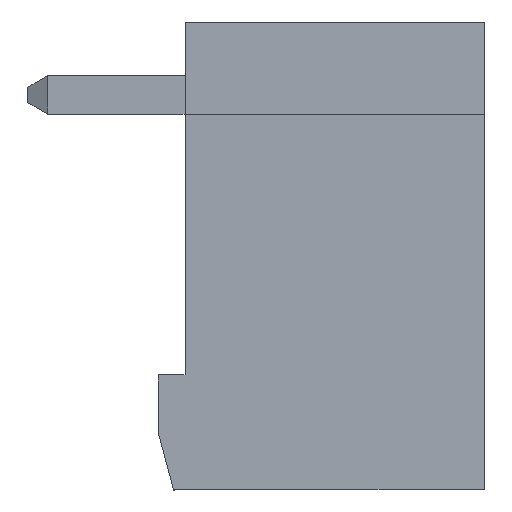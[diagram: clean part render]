
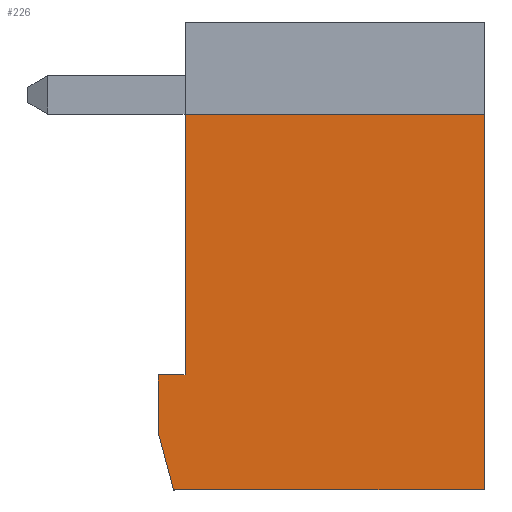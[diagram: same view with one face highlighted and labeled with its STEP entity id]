
A CAD part, front view. The second image highlights one B-rep face of the part: STEP entity #226.
In plain terms, the highlighted planar face has unit normal (0, -1, 0).
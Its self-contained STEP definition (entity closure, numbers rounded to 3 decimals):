
#226 = ADVANCED_FACE( '', ( #627 ), #628, .F. );
#627 = FACE_OUTER_BOUND( '', #1213, .T. );
#628 = PLANE( '', #1214 );
#1213 = EDGE_LOOP( '', ( #1831, #1832, #1833, #1834, #1835, #1836, #1837 ) );
#1214 = AXIS2_PLACEMENT_3D( '', #1838, #1839, #1840 );
#1831 = ORIENTED_EDGE( '', *, *, #3486, .F. );
#1832 = ORIENTED_EDGE( '', *, *, #3487, .F. );
#1833 = ORIENTED_EDGE( '', *, *, #3488, .F. );
#1834 = ORIENTED_EDGE( '', *, *, #3489, .F. );
#1835 = ORIENTED_EDGE( '', *, *, #3490, .F. );
#1836 = ORIENTED_EDGE( '', *, *, #3491, .F. );
#1837 = ORIENTED_EDGE( '', *, *, #3492, .F. );
#1838 = CARTESIAN_POINT( '', ( -20.699, 55.81, -9.8 ) );
#1839 = DIRECTION( '', ( 0., 1., 0. ) );
#1840 = DIRECTION( '', ( 0., 0., -1. ) );
#3486 = EDGE_CURVE( '', #4168, #4169, #4170, .T. );
#3487 = EDGE_CURVE( '', #4171, #4168, #4172, .T. );
#3488 = EDGE_CURVE( '', #4173, #4171, #4174, .T. );
#3489 = EDGE_CURVE( '', #4175, #4173, #4176, .T. );
#3490 = EDGE_CURVE( '', #4177, #4175, #4178, .T. );
#3491 = EDGE_CURVE( '', #4179, #4177, #4180, .T. );
#3492 = EDGE_CURVE( '', #4169, #4179, #4181, .T. );
#4168 = VERTEX_POINT( '', #5139 );
#4169 = VERTEX_POINT( '', #5140 );
#4170 = LINE( '', #5141, #5142 );
#4171 = VERTEX_POINT( '', #5143 );
#4172 = LINE( '', #5144, #5145 );
#4173 = VERTEX_POINT( '', #5146 );
#4174 = LINE( '', #5147, #5148 );
#4175 = VERTEX_POINT( '', #5149 );
#4176 = LINE( '', #5150, #5151 );
#4177 = VERTEX_POINT( '', #5152 );
#4178 = LINE( '', #5153, #5154 );
#4179 = VERTEX_POINT( '', #5155 );
#4180 = LINE( '', #5156, #5157 );
#4181 = LINE( '', #5158, #5159 );
#5139 = CARTESIAN_POINT( '', ( -20.299, 55.81, -9.8 ) );
#5140 = CARTESIAN_POINT( '', ( -20.699, 55.81, -8.307 ) );
#5141 = CARTESIAN_POINT( '', ( -20.699, 55.81, -8.307 ) );
#5142 = VECTOR( '', #6464, 1000. );
#5143 = CARTESIAN_POINT( '', ( -12.199, 55.81, -9.8 ) );
#5144 = CARTESIAN_POINT( '', ( -13.697, 55.81, -9.8 ) );
#5145 = VECTOR( '', #6465, 1000. );
#5146 = CARTESIAN_POINT( '', ( -12.199, 55.81, 0. ) );
#5147 = CARTESIAN_POINT( '', ( -12.199, 55.81, -9.8 ) );
#5148 = VECTOR( '', #6466, 1000. );
#5149 = CARTESIAN_POINT( '', ( -20., 55.81, 0. ) );
#5150 = CARTESIAN_POINT( '', ( -12.199, 55.81, 0. ) );
#5151 = VECTOR( '', #6467, 1000. );
#5152 = CARTESIAN_POINT( '', ( -20., 55.81, -6.8 ) );
#5153 = CARTESIAN_POINT( '', ( -20., 55.81, 0. ) );
#5154 = VECTOR( '', #6468, 1000. );
#5155 = CARTESIAN_POINT( '', ( -20.699, 55.81, -6.8 ) );
#5156 = CARTESIAN_POINT( '', ( -20.099, 55.81, -6.8 ) );
#5157 = VECTOR( '', #6469, 1000. );
#5158 = CARTESIAN_POINT( '', ( -20.699, 55.81, -6.8 ) );
#5159 = VECTOR( '', #6470, 1000. );
#6464 = DIRECTION( '', ( -0.259, 0., 0.966 ) );
#6465 = DIRECTION( '', ( -1., 0., 0. ) );
#6466 = DIRECTION( '', ( 0., 0., -1. ) );
#6467 = DIRECTION( '', ( 1., 0., 0. ) );
#6468 = DIRECTION( '', ( 0., 0., 1. ) );
#6469 = DIRECTION( '', ( 1., 0., 0. ) );
#6470 = DIRECTION( '', ( 0., 0., 1. ) );
